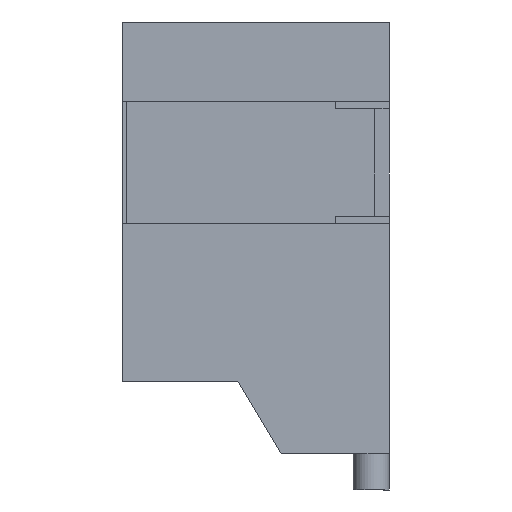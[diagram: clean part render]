
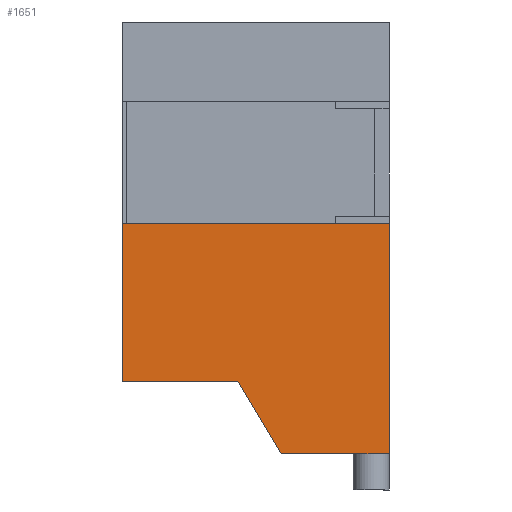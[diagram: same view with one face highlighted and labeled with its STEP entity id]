
A CAD part, left-side view. The second image highlights one B-rep face of the part: STEP entity #1651.
In plain terms, the highlighted planar face has unit normal (-1, 0, 0).
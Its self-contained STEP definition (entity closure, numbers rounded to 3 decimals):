
#69 = VECTOR ( 'NONE', #743, 1000. ) ;
#148 = VERTEX_POINT ( 'NONE', #3012 ) ;
#196 = FACE_OUTER_BOUND ( 'NONE', #1926, .T. ) ;
#224 = CARTESIAN_POINT ( 'NONE',  ( -4.5, 0., 0. ) ) ;
#257 = ORIENTED_EDGE ( 'NONE', *, *, #1994, .T. ) ;
#276 = VERTEX_POINT ( 'NONE', #1124 ) ;
#371 = CARTESIAN_POINT ( 'NONE',  ( -4.5, 3.7, 1. ) ) ;
#467 = LINE ( 'NONE', #1986, #2617 ) ;
#502 = VECTOR ( 'NONE', #2611, 1000. ) ;
#525 = DIRECTION ( 'NONE',  ( 0., 0., -1. ) ) ;
#594 = ORIENTED_EDGE ( 'NONE', *, *, #2065, .T. ) ;
#743 = DIRECTION ( 'NONE',  ( 0., -1., 0. ) ) ;
#812 = ORIENTED_EDGE ( 'NONE', *, *, #1899, .T. ) ;
#840 = VERTEX_POINT ( 'NONE', #3157 ) ;
#1024 = CARTESIAN_POINT ( 'NONE',  ( -4.5, 1.5, 0. ) ) ;
#1094 = VERTEX_POINT ( 'NONE', #1024 ) ;
#1124 = CARTESIAN_POINT ( 'NONE',  ( -4.5, 3.7, 3.2 ) ) ;
#1200 = ORIENTED_EDGE ( 'NONE', *, *, #1587, .T. ) ;
#1234 = DIRECTION ( 'NONE',  ( 0., 0., -1. ) ) ;
#1241 = VERTEX_POINT ( 'NONE', #3336 ) ;
#1575 = DIRECTION ( 'NONE',  ( 0., -1., 0. ) ) ;
#1587 = EDGE_CURVE ( 'NONE', #1094, #1241, #3416, .T. ) ;
#1609 = LINE ( 'NONE', #2468, #3054 ) ;
#1628 = DIRECTION ( 'NONE',  ( 0., -0.514, -0.857 ) ) ;
#1651 = ADVANCED_FACE ( 'NONE', ( #196 ), #3586, .F. ) ;
#1734 = CARTESIAN_POINT ( 'NONE',  ( -4.5, 0., 3.2 ) ) ;
#1825 = AXIS2_PLACEMENT_3D ( 'NONE', #224, #3596, #525 ) ;
#1899 = EDGE_CURVE ( 'NONE', #276, #3275, #2097, .T. ) ;
#1919 = LINE ( 'NONE', #3263, #2009 ) ;
#1926 = EDGE_LOOP ( 'NONE', ( #2538, #2437, #812, #257, #594, #1200 ) ) ;
#1986 = CARTESIAN_POINT ( 'NONE',  ( -4.5, 0., 6. ) ) ;
#1994 = EDGE_CURVE ( 'NONE', #3275, #840, #1919, .T. ) ;
#2009 = VECTOR ( 'NONE', #1575, 1000. ) ;
#2065 = EDGE_CURVE ( 'NONE', #840, #1094, #1609, .T. ) ;
#2097 = LINE ( 'NONE', #371, #2975 ) ;
#2267 = EDGE_CURVE ( 'NONE', #1241, #148, #467, .T. ) ;
#2437 = ORIENTED_EDGE ( 'NONE', *, *, #2898, .T. ) ;
#2468 = CARTESIAN_POINT ( 'NONE',  ( -4.5, 2.1, 1. ) ) ;
#2526 = LINE ( 'NONE', #1734, #502 ) ;
#2538 = ORIENTED_EDGE ( 'NONE', *, *, #2267, .T. ) ;
#2611 = DIRECTION ( 'NONE',  ( 0., 1., 0. ) ) ;
#2617 = VECTOR ( 'NONE', #3366, 1000. ) ;
#2668 = CARTESIAN_POINT ( 'NONE',  ( -4.5, 1.5, 0. ) ) ;
#2898 = EDGE_CURVE ( 'NONE', #148, #276, #2526, .T. ) ;
#2975 = VECTOR ( 'NONE', #1234, 1000. ) ;
#3012 = CARTESIAN_POINT ( 'NONE',  ( -4.5, 0., 3.2 ) ) ;
#3054 = VECTOR ( 'NONE', #1628, 1000. ) ;
#3157 = CARTESIAN_POINT ( 'NONE',  ( -4.5, 2.1, 1. ) ) ;
#3263 = CARTESIAN_POINT ( 'NONE',  ( -4.5, 0., 1. ) ) ;
#3275 = VERTEX_POINT ( 'NONE', #3614 ) ;
#3336 = CARTESIAN_POINT ( 'NONE',  ( -4.5, 0., 0. ) ) ;
#3366 = DIRECTION ( 'NONE',  ( 0., 0., 1. ) ) ;
#3416 = LINE ( 'NONE', #2668, #69 ) ;
#3586 = PLANE ( 'NONE',  #1825 ) ;
#3596 = DIRECTION ( 'NONE',  ( 1., 0., 0. ) ) ;
#3614 = CARTESIAN_POINT ( 'NONE',  ( -4.5, 3.7, 1. ) ) ;
